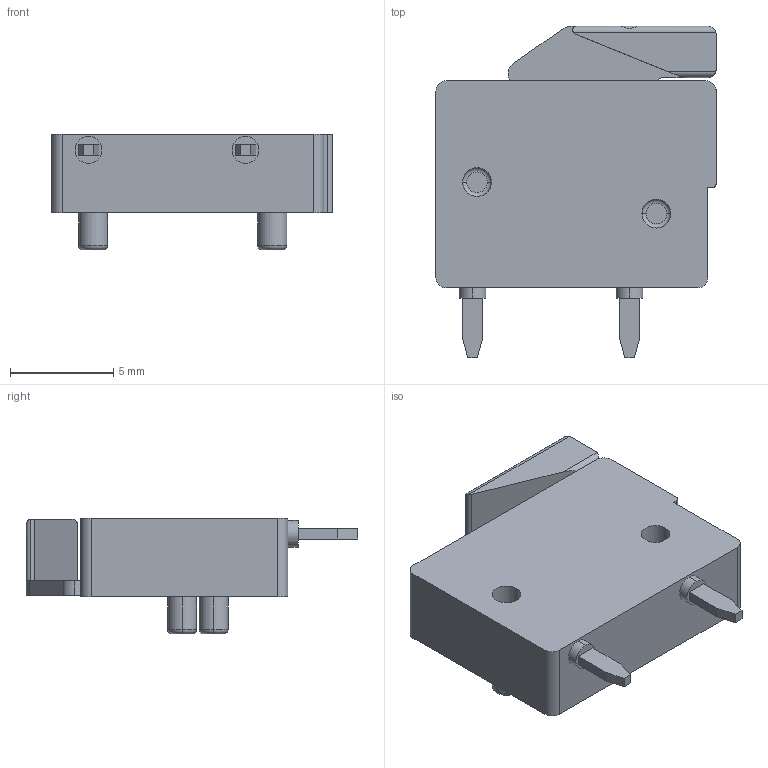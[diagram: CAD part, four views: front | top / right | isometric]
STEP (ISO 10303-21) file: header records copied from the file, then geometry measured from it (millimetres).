
FILE_DESCRIPTION(('STEP AP214'),'1');
FILE_NAME('1789650.stp','2015-09-14T18:08:48',('TraceParts'),('TraceParts S.A.'),'Spatial InterOp 3D',' ',' ');
FILE_SCHEMA(('automotive_design'));
Length unit declared in the file: millimetre
Products named in the file (1): ffkds-h-3.81|1#ffkds-h-3.81;ffkds-h-3.81
Bounding box: 13.6 x 16.1 x 5.61 mm (x, y, z)
Volume: 530.4 mm3; surface area: 645.3 mm2
Topology: 1 solids, 1 shells, 147 faces, 368 edges, 237 vertices
Faces by surface type: plane 65, cylinder 63, torus 17, cone 2
Entity records: 5895 total; most frequent: CARTESIAN_POINT 1047, DIRECTION 810, ORIENTED_EDGE 736, EDGE_CURVE 368, AXIS2_PLACEMENT_3D 301, VERTEX_POINT 237, LINE 208, VECTOR 208
